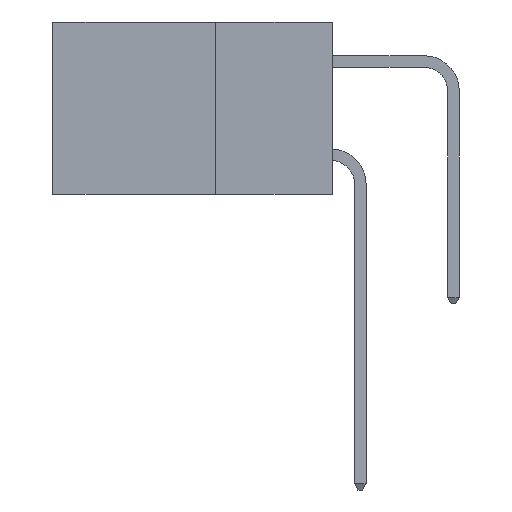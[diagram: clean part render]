
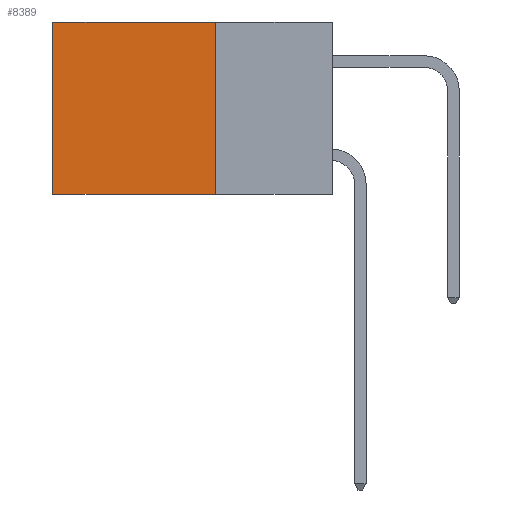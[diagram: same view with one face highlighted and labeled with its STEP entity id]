
A CAD part, left-side view. The second image highlights one B-rep face of the part: STEP entity #8389.
In plain terms, the highlighted planar face has unit normal (-1, 0, 0).
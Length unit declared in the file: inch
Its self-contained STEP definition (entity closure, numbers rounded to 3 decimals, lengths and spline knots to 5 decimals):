
#1553 = DIRECTION ( 'NONE',  ( 0., 1., 0. ) ) ;
#2348 = VECTOR ( 'NONE', #1553, 39.37008 ) ;
#2356 = FACE_OUTER_BOUND ( 'NONE', #17644, .T. ) ;
#2672 = CARTESIAN_POINT ( 'NONE',  ( 0.2615, 0.25, -0.37 ) ) ;
#3015 = LINE ( 'NONE', #13136, #10945 ) ;
#3071 = DIRECTION ( 'NONE',  ( 0., 1., 0. ) ) ;
#3456 = CARTESIAN_POINT ( 'NONE',  ( 0.2615, 0.25, -0.37 ) ) ;
#4036 = EDGE_CURVE ( 'NONE', #15486, #13440, #14797, .T. ) ;
#4709 = ORIENTED_EDGE ( 'NONE', *, *, #19677, .T. ) ;
#5198 = VERTEX_POINT ( 'NONE', #15902 ) ;
#6268 = EDGE_CURVE ( 'NONE', #5198, #8415, #10830, .T. ) ;
#7054 = AXIS2_PLACEMENT_3D ( 'NONE', #3456, #18473, #8572 ) ;
#7403 = LINE ( 'NONE', #21518, #2348 ) ;
#8165 = CARTESIAN_POINT ( 'NONE',  ( 0.2615, 0.25, 0. ) ) ;
#8389 = ADVANCED_FACE ( 'NONE', ( #2356 ), #20045, .F. ) ;
#8415 = VERTEX_POINT ( 'NONE', #20187 ) ;
#8507 = CARTESIAN_POINT ( 'NONE',  ( 0.2615, 0.6, -0.37 ) ) ;
#8572 = DIRECTION ( 'NONE',  ( 0., 0., -1. ) ) ;
#9839 = CARTESIAN_POINT ( 'NONE',  ( 0.2615, 0.25, -0.37 ) ) ;
#10830 = LINE ( 'NONE', #8507, #11355 ) ;
#10945 = VECTOR ( 'NONE', #3071, 39.37008 ) ;
#11355 = VECTOR ( 'NONE', #20050, 39.37008 ) ;
#12285 = EDGE_CURVE ( 'NONE', #13440, #8415, #3015, .T. ) ;
#12509 = ORIENTED_EDGE ( 'NONE', *, *, #12285, .F. ) ;
#13136 = CARTESIAN_POINT ( 'NONE',  ( 0.2615, 0.25, -0.37 ) ) ;
#13440 = VERTEX_POINT ( 'NONE', #2672 ) ;
#14532 = DIRECTION ( 'NONE',  ( 0., 0., -1. ) ) ;
#14797 = LINE ( 'NONE', #9839, #20209 ) ;
#15486 = VERTEX_POINT ( 'NONE', #8165 ) ;
#15902 = CARTESIAN_POINT ( 'NONE',  ( 0.2615, 0.6, 0. ) ) ;
#17644 = EDGE_LOOP ( 'NONE', ( #19202, #12509, #20805, #4709 ) ) ;
#18473 = DIRECTION ( 'NONE',  ( 1., 0., 0. ) ) ;
#19202 = ORIENTED_EDGE ( 'NONE', *, *, #6268, .T. ) ;
#19677 = EDGE_CURVE ( 'NONE', #15486, #5198, #7403, .T. ) ;
#20045 = PLANE ( 'NONE',  #7054 ) ;
#20050 = DIRECTION ( 'NONE',  ( 0., 0., -1. ) ) ;
#20187 = CARTESIAN_POINT ( 'NONE',  ( 0.2615, 0.6, -0.37 ) ) ;
#20209 = VECTOR ( 'NONE', #14532, 39.37008 ) ;
#20805 = ORIENTED_EDGE ( 'NONE', *, *, #4036, .F. ) ;
#21518 = CARTESIAN_POINT ( 'NONE',  ( 0.2615, 0.25, 0. ) ) ;
